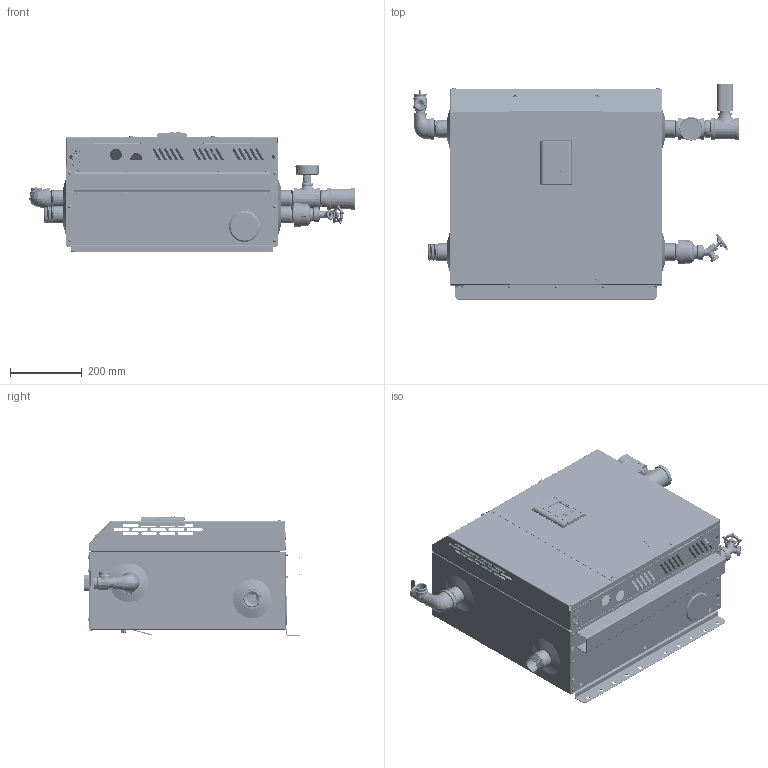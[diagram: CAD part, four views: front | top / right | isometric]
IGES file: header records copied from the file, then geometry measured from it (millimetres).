
Start section: SolidWorks IGES file using analytic representation for surfaces
Global section: file name: BTH ULTRA XL.IGS; native system: SolidWorks 2024; preprocessor: SolidWorks 2024; author: Luc; date: 240815.081901; units: inch
Bounding box: 904.88 x 601.97 x 332.14 mm (x, y, z)
Surface area: 4415148.6 mm2 (no closed solid volume)
Topology: 0 solids, 0 shells, 4620 faces, 82099 edges, 82027 vertices
Faces by surface type: revolution 2702, bspline 1918
